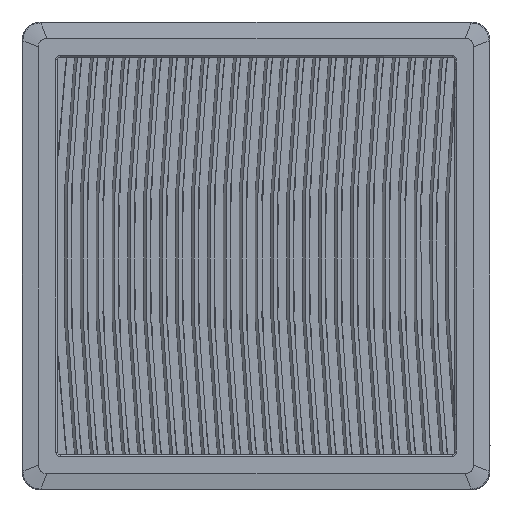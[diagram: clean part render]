
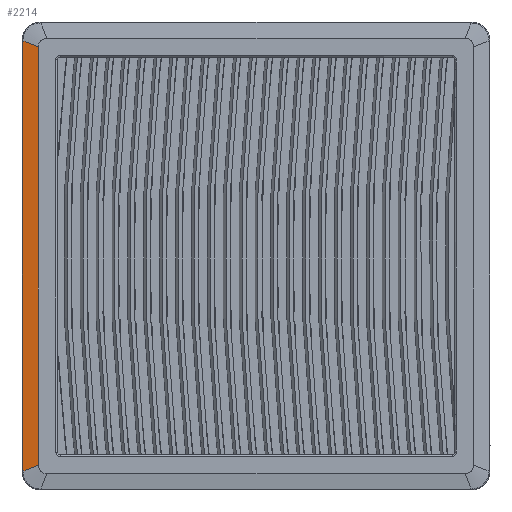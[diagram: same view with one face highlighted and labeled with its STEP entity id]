
A CAD part, top view. The second image highlights one B-rep face of the part: STEP entity #2214.
In plain terms, the highlighted free-form (B-spline) face has degree [5, 1] with [6, 2] control points.
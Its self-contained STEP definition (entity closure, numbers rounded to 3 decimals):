
#1003=CARTESIAN_POINT('Vertex',(-162.328,149.869,27.045)) ;
#1173=CARTESIAN_POINT('Vertex',(-162.328,-149.869,27.045)) ;
#1177=CARTESIAN_POINT('Control Point',(-162.328,149.869,27.045)) ;
#1178=CARTESIAN_POINT('Control Point',(-162.328,137.677,27.045)) ;
#1179=CARTESIAN_POINT('Control Point',(-162.328,125.812,27.045)) ;
#1180=CARTESIAN_POINT('Control Point',(-162.328,114.17,27.045)) ;
#1181=CARTESIAN_POINT('Control Point',(-162.328,91.932,27.045)) ;
#1182=CARTESIAN_POINT('Control Point',(-162.328,70.016,27.045)) ;
#1183=CARTESIAN_POINT('Control Point',(-162.328,59.19,27.045)) ;
#1184=CARTESIAN_POINT('Control Point',(-162.328,32.281,27.045)) ;
#1185=CARTESIAN_POINT('Control Point',(-162.328,5.32,27.045)) ;
#1186=CARTESIAN_POINT('Control Point',(-162.328,-11.038,27.045)) ;
#1187=CARTESIAN_POINT('Control Point',(-162.328,-39.095,27.045)) ;
#1188=CARTESIAN_POINT('Control Point',(-162.328,-67.108,27.045)) ;
#1189=CARTESIAN_POINT('Control Point',(-162.328,-79.063,27.045)) ;
#1190=CARTESIAN_POINT('Control Point',(-162.328,-95.365,27.045)) ;
#1191=CARTESIAN_POINT('Control Point',(-162.328,-111.935,27.045)) ;
#1192=CARTESIAN_POINT('Control Point',(-162.328,-116.565,27.045)) ;
#1193=CARTESIAN_POINT('Control Point',(-162.328,-124.414,27.045)) ;
#1194=CARTESIAN_POINT('Control Point',(-162.328,-132.369,27.045)) ;
#1195=CARTESIAN_POINT('Control Point',(-162.328,-135.618,27.045)) ;
#1196=CARTESIAN_POINT('Control Point',(-162.328,-140.4,27.045)) ;
#1197=CARTESIAN_POINT('Control Point',(-162.328,-145.231,27.045)) ;
#1198=CARTESIAN_POINT('Control Point',(-162.328,-146.777,27.045)) ;
#1199=CARTESIAN_POINT('Control Point',(-162.328,-148.323,27.045)) ;
#1200=CARTESIAN_POINT('Control Point',(-162.328,-149.869,27.045)) ;
#1402=CARTESIAN_POINT('Vertex',(-151.659,-145.659,28.5)) ;
#1406=CARTESIAN_POINT('Control Point',(-162.328,-149.869,27.045)) ;
#1407=CARTESIAN_POINT('Control Point',(-151.659,-145.659,28.5)) ;
#2138=CARTESIAN_POINT('Control Point',(-162.328,149.869,27.045)) ;
#2139=CARTESIAN_POINT('Control Point',(-151.659,145.659,28.5)) ;
#2140=CARTESIAN_POINT('Vertex',(-151.659,145.659,28.5)) ;
#2188=CARTESIAN_POINT('Control Point',(-162.659,150.,27.)) ;
#2189=CARTESIAN_POINT('Control Point',(-151.659,145.659,28.5)) ;
#2190=CARTESIAN_POINT('Control Point',(-162.659,80.569,27.)) ;
#2191=CARTESIAN_POINT('Control Point',(-151.659,99.034,28.5)) ;
#2192=CARTESIAN_POINT('Control Point',(-162.659,37.452,27.)) ;
#2193=CARTESIAN_POINT('Control Point',(-151.659,18.596,28.5)) ;
#2194=CARTESIAN_POINT('Control Point',(-162.659,-37.452,27.)) ;
#2195=CARTESIAN_POINT('Control Point',(-151.659,-18.596,28.5)) ;
#2196=CARTESIAN_POINT('Control Point',(-162.659,-80.569,27.)) ;
#2197=CARTESIAN_POINT('Control Point',(-151.659,-99.034,28.5)) ;
#2198=CARTESIAN_POINT('Control Point',(-162.659,-150.,27.)) ;
#2199=CARTESIAN_POINT('Control Point',(-151.659,-145.659,28.5)) ;
#2201=CARTESIAN_POINT('Control Point',(-151.659,145.659,28.5)) ;
#2202=CARTESIAN_POINT('Control Point',(-151.659,99.034,28.5)) ;
#2203=CARTESIAN_POINT('Control Point',(-151.659,18.596,28.5)) ;
#2204=CARTESIAN_POINT('Control Point',(-151.659,-18.596,28.5)) ;
#2205=CARTESIAN_POINT('Control Point',(-151.659,-99.034,28.5)) ;
#2206=CARTESIAN_POINT('Control Point',(-151.659,-145.659,28.5)) ;
#2209=ORIENTED_EDGE('',*,*,#1408,.T.) ;
#2210=ORIENTED_EDGE('',*,*,#2207,.F.) ;
#2211=ORIENTED_EDGE('',*,*,#2142,.F.) ;
#2212=ORIENTED_EDGE('',*,*,#1201,.T.) ;
#2214=ADVANCED_FACE('PartBody',(#2213),#2187,.T.) ;
#1176=B_SPLINE_CURVE_WITH_KNOTS('',5,(#1177,#1178,#1179,#1180,#1181,#1182,#1183,#1184,#1185,#1186,#1187,#1188,#1189,#1190,#1191,#1192,#1193,#1194,#1195,#1196,#1197,#1198,#1199,#1200),.UNSPECIFIED.,.F.,.U.,(6,3,3,3,3,3,3,6),(94.882,152.215,206.216,289.093,348.735,371.678,387.366,394.621),.UNSPECIFIED.) ;
#1405=B_SPLINE_CURVE_WITH_KNOTS('',1,(#1406,#1407),.UNSPECIFIED.,.F.,.U.,(2,2),(0.374,12.446),.UNSPECIFIED.) ;
#2137=B_SPLINE_CURVE_WITH_KNOTS('',1,(#2138,#2139),.UNSPECIFIED.,.F.,.U.,(2,2),(0.374,12.446),.UNSPECIFIED.) ;
#2200=B_SPLINE_CURVE_WITH_KNOTS('',5,(#2201,#2202,#2203,#2204,#2205,#2206),.UNSPECIFIED.,.F.,.U.,(6,6),(0.,295.659),.UNSPECIFIED.) ;
#2187=B_SPLINE_SURFACE_WITH_KNOTS('',5,1,((#2188,#2189),(#2190,#2191),(#2192,#2193),(#2194,#2195),(#2196,#2197),(#2198,#2199)),.UNSPECIFIED.,.F.,.F.,.U.,(6,6),(2,2),(0.,295.659),(0.,18.449),.UNSPECIFIED.) ;
#1201=EDGE_CURVE('',#1004,#1174,#1176,.T.) ;
#1408=EDGE_CURVE('',#1174,#1403,#1405,.T.) ;
#2142=EDGE_CURVE('',#1004,#2141,#2137,.T.) ;
#2207=EDGE_CURVE('',#2141,#1403,#2200,.T.) ;
#2208=EDGE_LOOP('',(#2209,#2210,#2211,#2212)) ;
#2213=FACE_OUTER_BOUND('',#2208,.T.) ;
#1004=VERTEX_POINT('',#1003) ;
#1174=VERTEX_POINT('',#1173) ;
#1403=VERTEX_POINT('',#1402) ;
#2141=VERTEX_POINT('',#2140) ;
